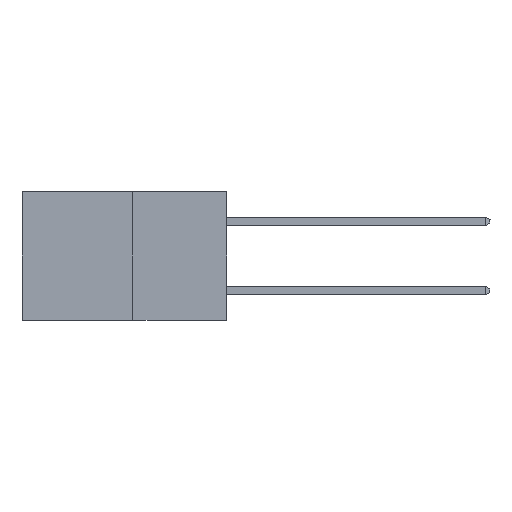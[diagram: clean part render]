
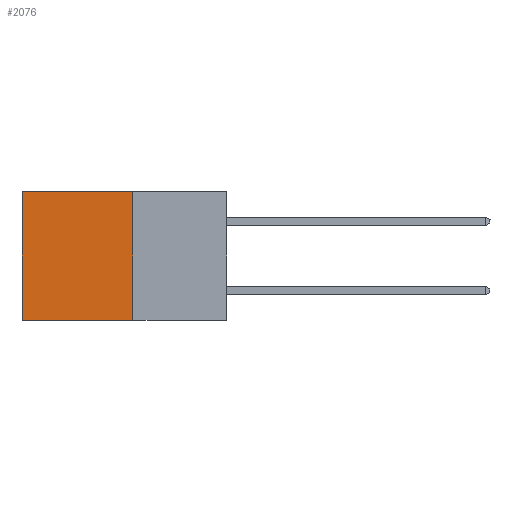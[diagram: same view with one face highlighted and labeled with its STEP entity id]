
A CAD part, left-side view. The second image highlights one B-rep face of the part: STEP entity #2076.
In plain terms, the highlighted planar face has unit normal (-1, 0, 0).
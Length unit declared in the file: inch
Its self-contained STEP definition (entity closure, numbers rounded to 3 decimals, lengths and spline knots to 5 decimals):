
#248 = VECTOR ( 'NONE', #10788, 39.37008 ) ;
#1090 = CARTESIAN_POINT ( 'NONE',  ( 0.277, 0.59, -0.37 ) ) ;
#1277 = ORIENTED_EDGE ( 'NONE', *, *, #7849, .F. ) ;
#1496 = VECTOR ( 'NONE', #1549, 39.37008 ) ;
#1549 = DIRECTION ( 'NONE',  ( 0., 0., -1. ) ) ;
#1607 = VECTOR ( 'NONE', #7472, 39.37008 ) ;
#1716 = CARTESIAN_POINT ( 'NONE',  ( 0.277, 0.27, -0.37 ) ) ;
#1940 = LINE ( 'NONE', #7604, #1607 ) ;
#2076 = ADVANCED_FACE ( 'NONE', ( #10459 ), #4939, .F. ) ;
#2155 = LINE ( 'NONE', #9284, #5231 ) ;
#2968 = LINE ( 'NONE', #9568, #248 ) ;
#4029 = EDGE_CURVE ( 'NONE', #6437, #10560, #2968, .T. ) ;
#4261 = CARTESIAN_POINT ( 'NONE',  ( 0.277, 0.59, 0. ) ) ;
#4392 = VERTEX_POINT ( 'NONE', #1090 ) ;
#4672 = CARTESIAN_POINT ( 'NONE',  ( 0.277, 0.59, -0.37 ) ) ;
#4913 = CARTESIAN_POINT ( 'NONE',  ( 0.277, 0.27, -0.37 ) ) ;
#4939 = PLANE ( 'NONE',  #7229 ) ;
#5231 = VECTOR ( 'NONE', #9723, 39.37008 ) ;
#6052 = VERTEX_POINT ( 'NONE', #1716 ) ;
#6105 = ORIENTED_EDGE ( 'NONE', *, *, #10034, .F. ) ;
#6437 = VERTEX_POINT ( 'NONE', #9935 ) ;
#6780 = DIRECTION ( 'NONE',  ( 1., 0., 0. ) ) ;
#7229 = AXIS2_PLACEMENT_3D ( 'NONE', #4913, #6780, #8501 ) ;
#7472 = DIRECTION ( 'NONE',  ( 0., 1., 0. ) ) ;
#7604 = CARTESIAN_POINT ( 'NONE',  ( 0.277, 0.27, -0.37 ) ) ;
#7849 = EDGE_CURVE ( 'NONE', #6437, #6052, #2155, .T. ) ;
#8501 = DIRECTION ( 'NONE',  ( 0., 0., -1. ) ) ;
#8651 = ORIENTED_EDGE ( 'NONE', *, *, #11508, .T. ) ;
#9284 = CARTESIAN_POINT ( 'NONE',  ( 0.277, 0.27, -0.37 ) ) ;
#9568 = CARTESIAN_POINT ( 'NONE',  ( 0.277, 0.27, 0. ) ) ;
#9666 = LINE ( 'NONE', #4672, #1496 ) ;
#9723 = DIRECTION ( 'NONE',  ( 0., 0., -1. ) ) ;
#9935 = CARTESIAN_POINT ( 'NONE',  ( 0.277, 0.27, 0. ) ) ;
#10034 = EDGE_CURVE ( 'NONE', #6052, #4392, #1940, .T. ) ;
#10459 = FACE_OUTER_BOUND ( 'NONE', #11589, .T. ) ;
#10560 = VERTEX_POINT ( 'NONE', #4261 ) ;
#10788 = DIRECTION ( 'NONE',  ( 0., 1., 0. ) ) ;
#11508 = EDGE_CURVE ( 'NONE', #10560, #4392, #9666, .T. ) ;
#11589 = EDGE_LOOP ( 'NONE', ( #8651, #6105, #1277, #11932 ) ) ;
#11932 = ORIENTED_EDGE ( 'NONE', *, *, #4029, .T. ) ;
